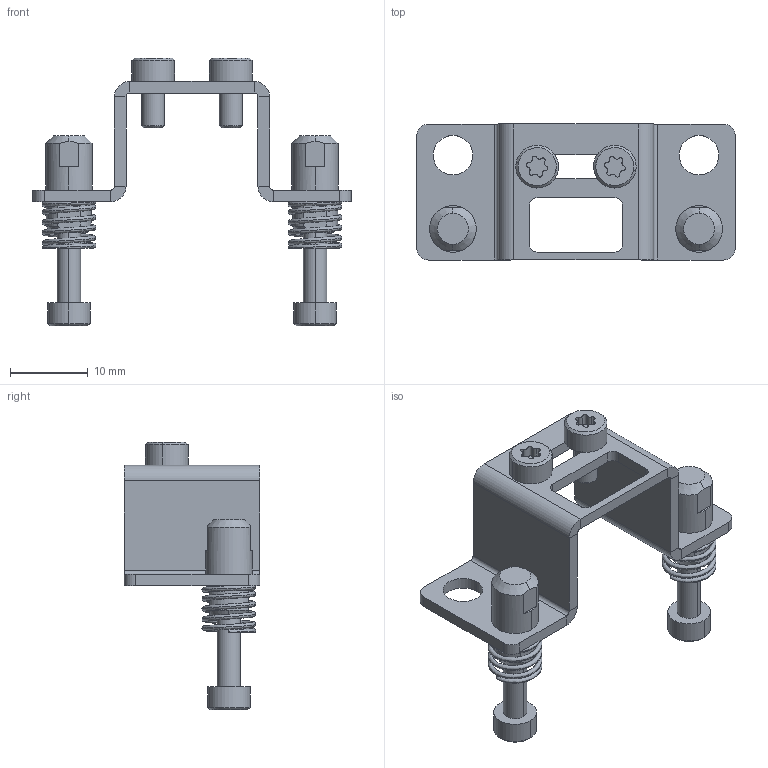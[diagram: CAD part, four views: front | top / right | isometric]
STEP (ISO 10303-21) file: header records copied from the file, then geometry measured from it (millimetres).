
FILE_DESCRIPTION (( 'STEP AP214' ), '1' );
FILE_NAME ('55146~2.STEP', '2019-06-05T13:31:22', ( '' ), ( '' ), 'SwSTEP 2.0', 'SolidWorks 2018', '' );
FILE_SCHEMA (( 'AUTOMOTIVE_DESIGN' ));
Length unit declared in the file: millimetre
Products named in the file (9): 60854~0_S; 33841-3~0_S; 60852~0_S; DIN912~n_M03,0x020; 55146~2; 60851~2_S; DIN912~n_M03,0x006 VA; 33841~0_L=6mm<S>; 60853~0_S
Assembly tree (10 placements, depth 4):
  55146~2
    60854~0_S
    DIN912~n_M03,0x006 VA  x2
    60853~0_S  x2
      60852~0_S
      60851~2_S
      33841~0_L=6mm<S>
        33841-3~0_S
      DIN912~n_M03,0x020
Bounding box: 41 x 17.5 x 34.5 mm (x, y, z)
Volume: 2660 mm3; surface area: 4773 mm2
Topology: 11 solids, 11 shells, 271 faces, 631 edges, 394 vertices
Faces by surface type: cylinder 141, plane 86, cone 40, bspline 4
Entity records: 8407 total; most frequent: CARTESIAN_POINT 3958, DIRECTION 928, ORIENTED_EDGE 778, EDGE_CURVE 389, AXIS2_PLACEMENT_3D 371, VERTEX_POINT 242, CIRCLE 191, EDGE_LOOP 189
